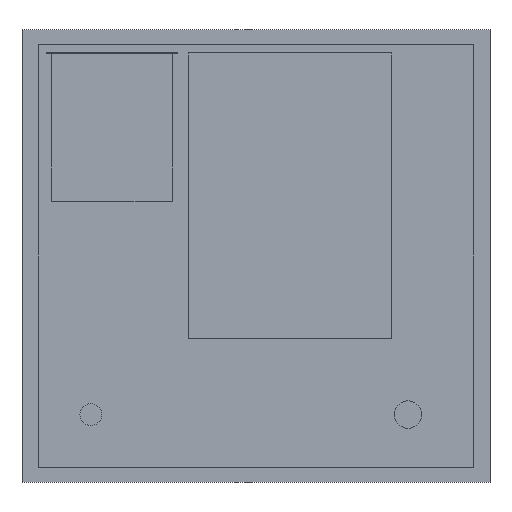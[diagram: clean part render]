
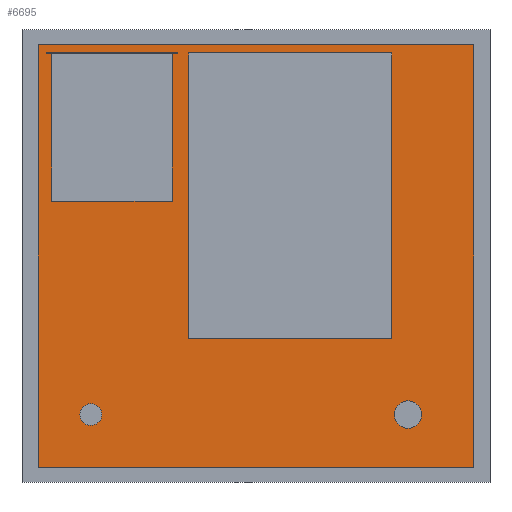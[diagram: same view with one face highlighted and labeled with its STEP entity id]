
A CAD part, front view. The second image highlights one B-rep face of the part: STEP entity #6695.
In plain terms, the highlighted planar face has unit normal (0, -1, 0).
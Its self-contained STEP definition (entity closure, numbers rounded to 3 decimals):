
#269=FACE_OUTER_BOUND('',#683,.T.);
#683=EDGE_LOOP('',(#4479,#4480,#4481,#4482));
#1128=LINE('',#9641,#1986);
#1131=LINE('',#9647,#1989);
#1134=LINE('',#9653,#1992);
#1137=LINE('',#9657,#1995);
#1986=VECTOR('',#7750,10.);
#1989=VECTOR('',#7755,10.);
#1992=VECTOR('',#7760,10.);
#1995=VECTOR('',#7765,10.);
#2830=VERTEX_POINT('',#9638);
#2831=VERTEX_POINT('',#9640);
#2833=VERTEX_POINT('',#9646);
#2835=VERTEX_POINT('',#9652);
#3486=EDGE_CURVE('',#2831,#2830,#1128,.T.);
#3489=EDGE_CURVE('',#2833,#2831,#1131,.T.);
#3492=EDGE_CURVE('',#2835,#2833,#1134,.T.);
#3495=EDGE_CURVE('',#2830,#2835,#1137,.T.);
#4479=ORIENTED_EDGE('',*,*,#3495,.T.);
#4480=ORIENTED_EDGE('',*,*,#3492,.T.);
#4481=ORIENTED_EDGE('',*,*,#3489,.T.);
#4482=ORIENTED_EDGE('',*,*,#3486,.T.);
#6317=PLANE('',#7177);
#6695=ADVANCED_FACE('',(#269),#6317,.T.);
#7177=AXIS2_PLACEMENT_3D('',#9658,#7766,#7767);
#7750=DIRECTION('',(0.,0.,-1.));
#7755=DIRECTION('',(-1.,0.,0.));
#7760=DIRECTION('',(0.,0.,1.));
#7765=DIRECTION('',(1.,0.,0.));
#7766=DIRECTION('center_axis',(0.,-1.,0.));
#7767=DIRECTION('ref_axis',(0.,0.,-1.));
#9638=CARTESIAN_POINT('',(-397.,-344.6,-385.));
#9640=CARTESIAN_POINT('',(-397.,-344.6,385.));
#9641=CARTESIAN_POINT('',(-397.,-344.6,385.));
#9646=CARTESIAN_POINT('',(397.,-344.6,385.));
#9647=CARTESIAN_POINT('',(397.,-344.6,385.));
#9652=CARTESIAN_POINT('',(397.,-344.6,-385.));
#9653=CARTESIAN_POINT('',(397.,-344.6,-385.));
#9657=CARTESIAN_POINT('',(-397.,-344.6,-385.));
#9658=CARTESIAN_POINT('Origin',(0.,-344.6,0.));
